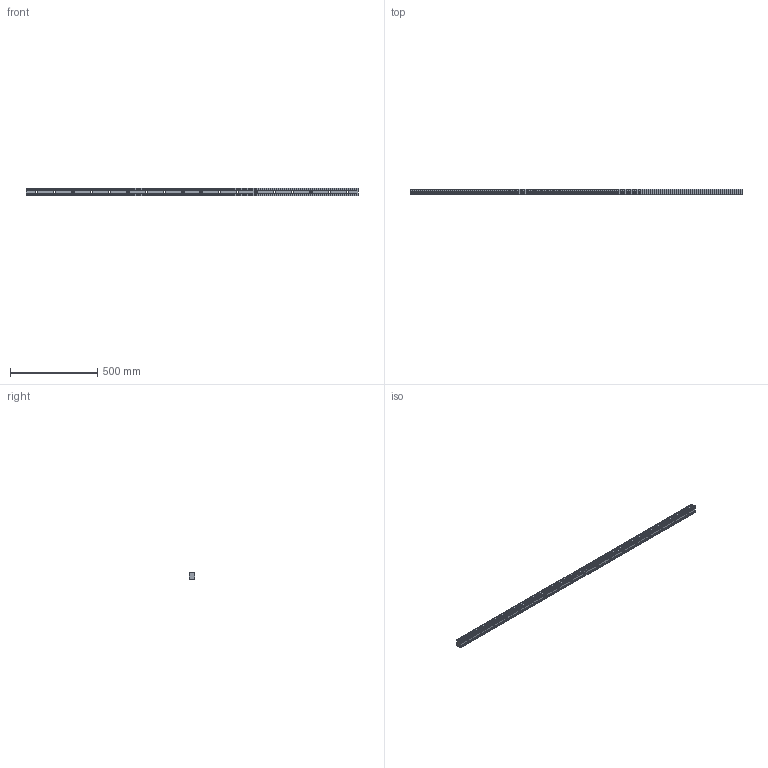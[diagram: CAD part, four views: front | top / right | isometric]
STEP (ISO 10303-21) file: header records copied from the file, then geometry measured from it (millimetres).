
FILE_DESCRIPTION (( 'STEP AP214' ), '1' );
FILE_NAME ('SHS45C1SS-1905L_G60_0_B-PT18_882-5_0_0_0_1.STEP', '2021-06-23T12:50:56', ( '' ), ( '' ), 'SwSTEP 2.0', 'SolidWorks 2021', '' );
FILE_SCHEMA (( 'AUTOMOTIVE_DESIGN' ));
Length unit declared in the file: millimetre
Products named in the file (2): _SHS45C190560 Track; SHS45C1SS-1905L_G60_0_B-PT18_882-5_0_0_0_1
Assembly tree (1 placements, depth 2):
  SHS45C1SS-1905L_G60_0_B-PT18_882-5_0_0_0_1
    _SHS45C190560 Track
Bounding box: 1905 x 32 x 45 mm (x, y, z)
Volume: 2380170.6 mm3; surface area: 324653.2 mm2
Topology: 1 solids, 1 shells, 152 faces, 378 edges, 228 vertices
Faces by surface type: cylinder 92, plane 60
Entity records: 4648 total; most frequent: DIRECTION 874, CARTESIAN_POINT 762, ORIENTED_EDGE 756, EDGE_CURVE 378, AXIS2_PLACEMENT_3D 340, VERTEX_POINT 228, LINE 194, VECTOR 194
